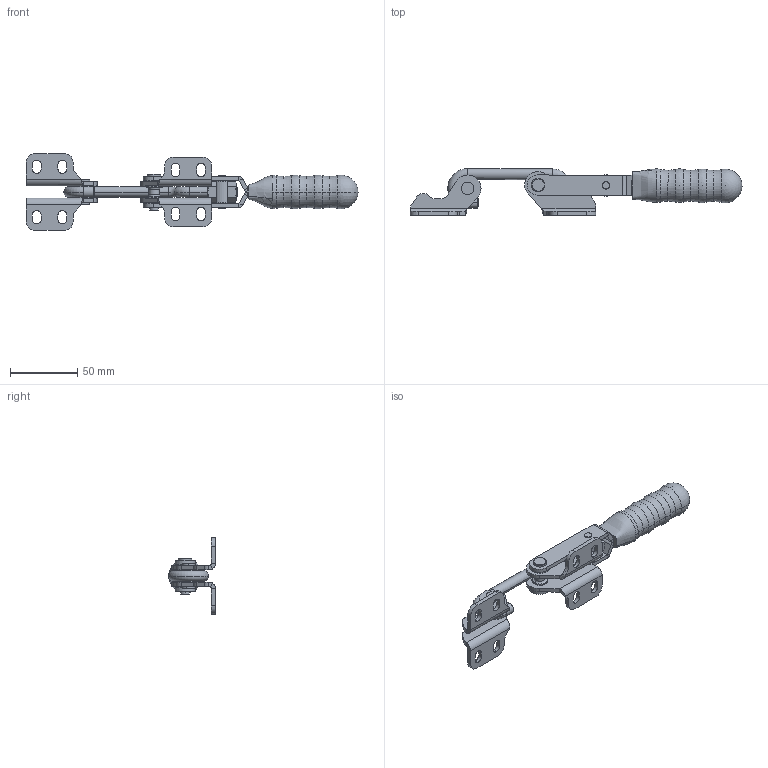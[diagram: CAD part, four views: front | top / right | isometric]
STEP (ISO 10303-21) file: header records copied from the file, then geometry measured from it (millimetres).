
FILE_DESCRIPTION (( 'STEP AP214' ), '1' );
FILE_NAME ('GH-40400-SS(Â²¤Æ).STEP', '2020-07-09T06:00:10', ( 'LinWei' ), ( '' ), 'SwSTEP 2.0', 'SolidWorks 2016', '' );
FILE_SCHEMA (( 'AUTOMOTIVE_DESIGN' ));
Length unit declared in the file: millimetre
Products named in the file (6): 44040044-1^GH-40400(簡化); Group5^GH-40400(簡化); Group3^GH-40400(簡化); Group2^GH-40400(簡化); Group1^GH-40400(簡化); GH-40400-SS(簡化)
Assembly tree (5 placements, depth 2):
  GH-40400-SS(簡化)
    Group1^GH-40400(簡化)
    Group2^GH-40400(簡化)
    Group3^GH-40400(簡化)
    Group5^GH-40400(簡化)
    44040044-1^GH-40400(簡化)
Bounding box: 246.7 x 34.75 x 57 mm (x, y, z)
Volume: 71931.5 mm3; surface area: 33889 mm2
Topology: 5 solids, 5 shells, 336 faces, 819 edges, 502 vertices
Faces by surface type: plane 131, cylinder 117, cone 42, torus 30, bspline 8, sphere 8
Entity records: 12676 total; most frequent: CARTESIAN_POINT 2950, DIRECTION 1748, ORIENTED_EDGE 1600, EDGE_CURVE 800, AXIS2_PLACEMENT_3D 687, VERTEX_POINT 491, EDGE_LOOP 379, LINE 374
